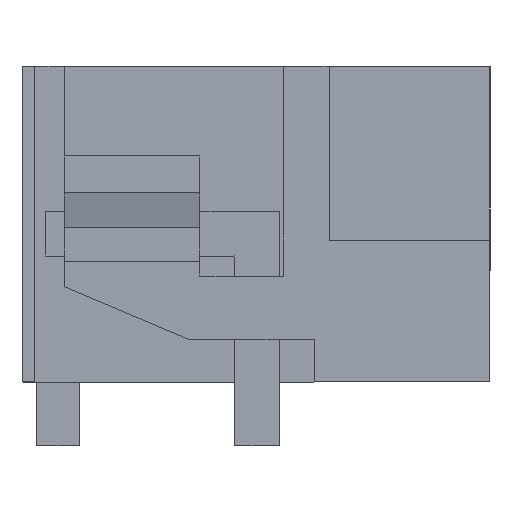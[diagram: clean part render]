
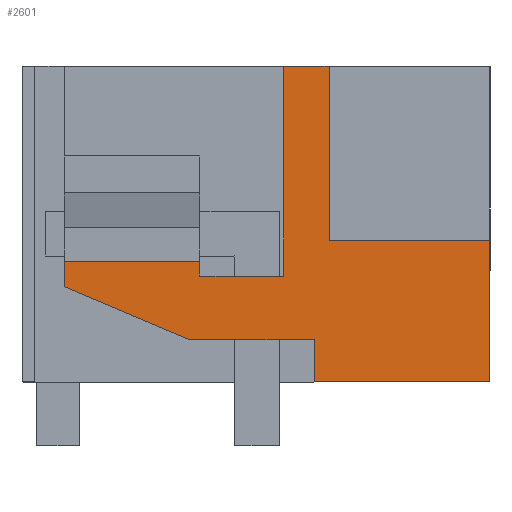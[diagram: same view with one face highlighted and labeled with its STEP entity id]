
A CAD part, left-side view. The second image highlights one B-rep face of the part: STEP entity #2601.
In plain terms, the highlighted planar face has unit normal (-1, 0, 0).
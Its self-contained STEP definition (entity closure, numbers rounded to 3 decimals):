
#2527=AXIS2_PLACEMENT_3D('Plane Axis2P3D',#2524,#2525,#2526) ;
#1009=CARTESIAN_POINT('Vertex',(0.,4.875,8.95)) ;
#1012=CARTESIAN_POINT('Line Origine',(0.,4.338,8.95)) ;
#1016=CARTESIAN_POINT('Vertex',(0.,3.8,8.95)) ;
#1389=CARTESIAN_POINT('Vertex',(0.,0.,1.5)) ;
#1392=CARTESIAN_POINT('Line Origine',(0.,2.075,1.5)) ;
#1396=CARTESIAN_POINT('Vertex',(0.,4.15,1.5)) ;
#2330=CARTESIAN_POINT('Vertex',(0.,10.05,3.75)) ;
#2333=CARTESIAN_POINT('Line Origine',(0.,10.05,4.05)) ;
#2337=CARTESIAN_POINT('Vertex',(0.,10.05,4.35)) ;
#2509=CARTESIAN_POINT('Vertex',(0.,4.875,4.)) ;
#2512=CARTESIAN_POINT('Line Origine',(0.,4.875,6.475)) ;
#2524=CARTESIAN_POINT('Axis2P3D Location',(0.,11.05,-1.7)) ;
#2529=CARTESIAN_POINT('Line Origine',(0.,5.863,4.)) ;
#2533=CARTESIAN_POINT('Vertex',(0.,6.85,4.)) ;
#2536=CARTESIAN_POINT('Line Origine',(0.,6.85,4.175)) ;
#2540=CARTESIAN_POINT('Vertex',(0.,6.85,4.35)) ;
#2543=CARTESIAN_POINT('Line Origine',(0.,8.45,4.35)) ;
#2548=CARTESIAN_POINT('Line Origine',(0.,8.571,3.123)) ;
#2552=CARTESIAN_POINT('Vertex',(0.,7.092,2.497)) ;
#2555=CARTESIAN_POINT('Line Origine',(0.,5.621,2.497)) ;
#2559=CARTESIAN_POINT('Vertex',(0.,4.15,2.497)) ;
#2562=CARTESIAN_POINT('Line Origine',(0.,4.15,1.998)) ;
#2567=CARTESIAN_POINT('Line Origine',(0.,0.,3.175)) ;
#2571=CARTESIAN_POINT('Vertex',(0.,0.,4.85)) ;
#2574=CARTESIAN_POINT('Line Origine',(0.,1.9,4.85)) ;
#2578=CARTESIAN_POINT('Vertex',(0.,3.8,4.85)) ;
#2581=CARTESIAN_POINT('Line Origine',(0.,3.8,6.9)) ;
#1013=DIRECTION('Vector Direction',(0.,-1.,0.)) ;
#1393=DIRECTION('Vector Direction',(0.,1.,0.)) ;
#2334=DIRECTION('Vector Direction',(0.,0.,-1.)) ;
#2513=DIRECTION('Vector Direction',(0.,0.,1.)) ;
#2525=DIRECTION('Axis2P3D Direction',(-1.,0.,0.)) ;
#2526=DIRECTION('Axis2P3D XDirection',(0.,-1.,0.)) ;
#2530=DIRECTION('Vector Direction',(0.,1.,0.)) ;
#2537=DIRECTION('Vector Direction',(0.,0.,1.)) ;
#2544=DIRECTION('Vector Direction',(0.,1.,0.)) ;
#2549=DIRECTION('Vector Direction',(0.,0.921,0.39)) ;
#2556=DIRECTION('Vector Direction',(0.,-1.,0.)) ;
#2563=DIRECTION('Vector Direction',(0.,0.,-1.)) ;
#2568=DIRECTION('Vector Direction',(0.,0.,-1.)) ;
#2575=DIRECTION('Vector Direction',(0.,1.,0.)) ;
#2582=DIRECTION('Vector Direction',(0.,0.,-1.)) ;
#1014=VECTOR('Line Direction',#1013,1.) ;
#1394=VECTOR('Line Direction',#1393,1.) ;
#2335=VECTOR('Line Direction',#2334,1.) ;
#2514=VECTOR('Line Direction',#2513,1.) ;
#2531=VECTOR('Line Direction',#2530,1.) ;
#2538=VECTOR('Line Direction',#2537,1.) ;
#2545=VECTOR('Line Direction',#2544,1.) ;
#2550=VECTOR('Line Direction',#2549,1.) ;
#2557=VECTOR('Line Direction',#2556,1.) ;
#2564=VECTOR('Line Direction',#2563,1.) ;
#2569=VECTOR('Line Direction',#2568,1.) ;
#2576=VECTOR('Line Direction',#2575,1.) ;
#2583=VECTOR('Line Direction',#2582,1.) ;
#2587=ORIENTED_EDGE('',*,*,#1018,.T.) ;
#2588=ORIENTED_EDGE('',*,*,#2516,.T.) ;
#2589=ORIENTED_EDGE('',*,*,#2535,.T.) ;
#2590=ORIENTED_EDGE('',*,*,#2542,.T.) ;
#2591=ORIENTED_EDGE('',*,*,#2547,.T.) ;
#2592=ORIENTED_EDGE('',*,*,#2339,.T.) ;
#2593=ORIENTED_EDGE('',*,*,#2554,.T.) ;
#2594=ORIENTED_EDGE('',*,*,#2561,.T.) ;
#2595=ORIENTED_EDGE('',*,*,#2566,.T.) ;
#2596=ORIENTED_EDGE('',*,*,#1398,.T.) ;
#2597=ORIENTED_EDGE('',*,*,#2573,.T.) ;
#2598=ORIENTED_EDGE('',*,*,#2580,.F.) ;
#2599=ORIENTED_EDGE('',*,*,#2585,.F.) ;
#2601=ADVANCED_FACE('HOUSING',(#2600),#2528,.T.) ;
#1018=EDGE_CURVE('',#1017,#1010,#1015,.F.) ;
#1398=EDGE_CURVE('',#1397,#1390,#1395,.F.) ;
#2339=EDGE_CURVE('',#2338,#2331,#2336,.T.) ;
#2516=EDGE_CURVE('',#1010,#2510,#2515,.F.) ;
#2535=EDGE_CURVE('',#2510,#2534,#2532,.T.) ;
#2542=EDGE_CURVE('',#2534,#2541,#2539,.T.) ;
#2547=EDGE_CURVE('',#2541,#2338,#2546,.T.) ;
#2554=EDGE_CURVE('',#2331,#2553,#2551,.F.) ;
#2561=EDGE_CURVE('',#2553,#2560,#2558,.T.) ;
#2566=EDGE_CURVE('',#2560,#1397,#2565,.T.) ;
#2573=EDGE_CURVE('',#1390,#2572,#2570,.F.) ;
#2580=EDGE_CURVE('',#2579,#2572,#2577,.F.) ;
#2585=EDGE_CURVE('',#1017,#2579,#2584,.T.) ;
#2586=EDGE_LOOP('',(#2587,#2588,#2589,#2590,#2591,#2592,#2593,#2594,#2595,#2596,#2597,#2598,#2599)) ;
#2600=FACE_OUTER_BOUND('',#2586,.T.) ;
#1015=LINE('Line',#1012,#1014) ;
#1395=LINE('Line',#1392,#1394) ;
#2336=LINE('Line',#2333,#2335) ;
#2515=LINE('Line',#2512,#2514) ;
#2532=LINE('Line',#2529,#2531) ;
#2539=LINE('Line',#2536,#2538) ;
#2546=LINE('Line',#2543,#2545) ;
#2551=LINE('Line',#2548,#2550) ;
#2558=LINE('Line',#2555,#2557) ;
#2565=LINE('Line',#2562,#2564) ;
#2570=LINE('Line',#2567,#2569) ;
#2577=LINE('Line',#2574,#2576) ;
#2584=LINE('Line',#2581,#2583) ;
#2528=PLANE('',#2527) ;
#1010=VERTEX_POINT('',#1009) ;
#1017=VERTEX_POINT('',#1016) ;
#1390=VERTEX_POINT('',#1389) ;
#1397=VERTEX_POINT('',#1396) ;
#2331=VERTEX_POINT('',#2330) ;
#2338=VERTEX_POINT('',#2337) ;
#2510=VERTEX_POINT('',#2509) ;
#2534=VERTEX_POINT('',#2533) ;
#2541=VERTEX_POINT('',#2540) ;
#2553=VERTEX_POINT('',#2552) ;
#2560=VERTEX_POINT('',#2559) ;
#2572=VERTEX_POINT('',#2571) ;
#2579=VERTEX_POINT('',#2578) ;
